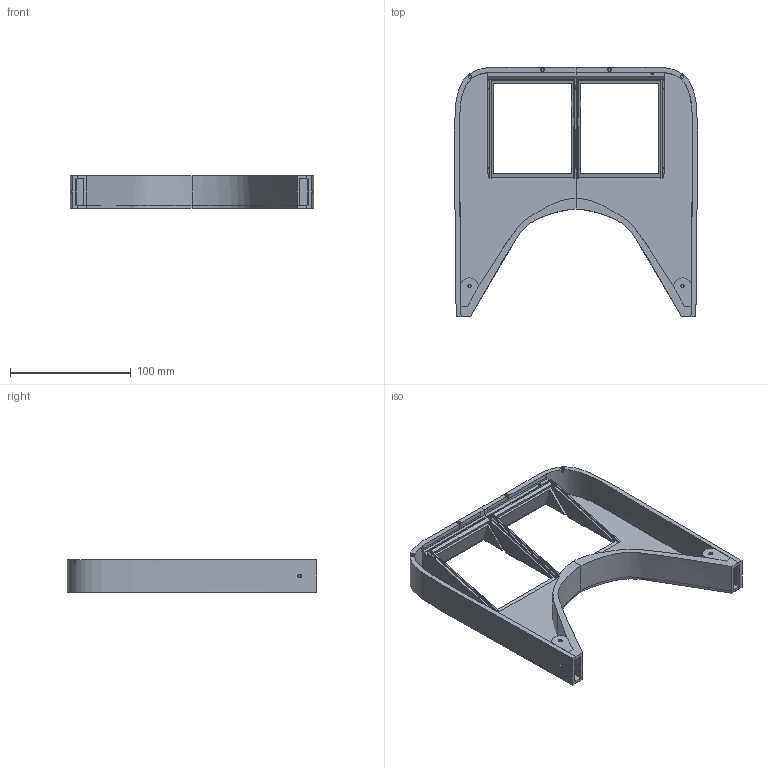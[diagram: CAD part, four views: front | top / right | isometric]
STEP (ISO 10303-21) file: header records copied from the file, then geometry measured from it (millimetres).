
FILE_DESCRIPTION(/* description */ (''),/* implementation_level */ '2;1');
FILE_NAME(/* name */ 'proto V3 Carbon Fibre v17.step',/* time_stamp */ '2025-05-21T14:15:25-05:00',/* author */ (''),/* organization */ (''),/* preprocessor_version */ 'ST-DEVELOPER v20.1',/* originating_system */ 'Autodesk Translation Framework v14.10.0.0',/* authorisation */ '');
FILE_SCHEMA (('AUTOMOTIVE_DESIGN { 1 0 10303 214 3 1 1 }'));
Products named in the file (1): proto V3 Carbon Fibre
Bounding box: 201.81 x 206.89 x 27 mm (x, y, z)
Volume: 183689.3 mm3; surface area: 109079.6 mm2
Topology: 13 solids, 13 shells, 595 faces, 1680 edges, 1121 vertices
Faces by surface type: cylinder 291, plane 170, bspline 134
Full cylindrical faces by diameter (mm): 0.769 x16, 1.053 x4, 1.054 x4, 1.623 x6, 2.074 x3, 2.529 x23, 3 x3, 3.086 x8
Entity records: 37687 total; most frequent: CARTESIAN_POINT 24347, ORIENTED_EDGE 3360, DIRECTION 1780, EDGE_CURVE 1680, VERTEX_POINT 1121, B_SPLINE_CURVE_WITH_KNOTS 886, LINE 708, VECTOR 708
